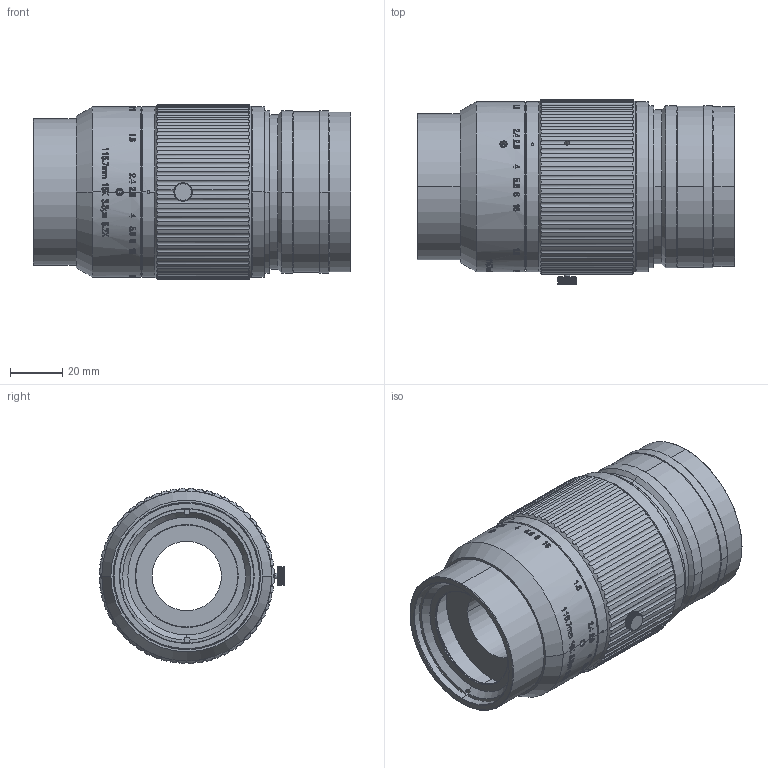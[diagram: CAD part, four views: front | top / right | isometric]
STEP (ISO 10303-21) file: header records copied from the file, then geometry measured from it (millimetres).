
FILE_DESCRIPTION((''),'2;1');
FILE_NAME('PLS16620APO_ASM','2020-06-24T',('Administrator'),(''),'PRO/ENGINEER BY PARAMETRIC TECHNOLOGY CORPORATION, 2014320','PRO/ENGINEER BY PARAMETRIC TECHNOLOGY CORPORATION, 2014320','');
FILE_SCHEMA(('CONFIG_CONTROL_DESIGN','SHAPE_APPEARANCE_LAYERS_GROUPS'));
Products named in the file (1): PLS16620APO_ASM
Bounding box: 121.38 x 70.99 x 66.98 mm (x, y, z)
Volume: 52905.9 mm3; surface area: 79373.9 mm2
Topology: 3 solids, 4 shells, 1936 faces, 5347 edges, 3536 vertices
Faces by surface type: plane 573, cylinder 484, bspline 435, extrusion 330, cone 114
Entity records: 88985 total; most frequent: CARTESIAN_POINT 41080, ORIENTED_EDGE 10682, DIRECTION 7127, EDGE_CURVE 5341, VERTEX_POINT 3536, VECTOR 2431, B_SPLINE_CURVE_WITH_KNOTS 2394, AXIS2_PLACEMENT_3D 2348
